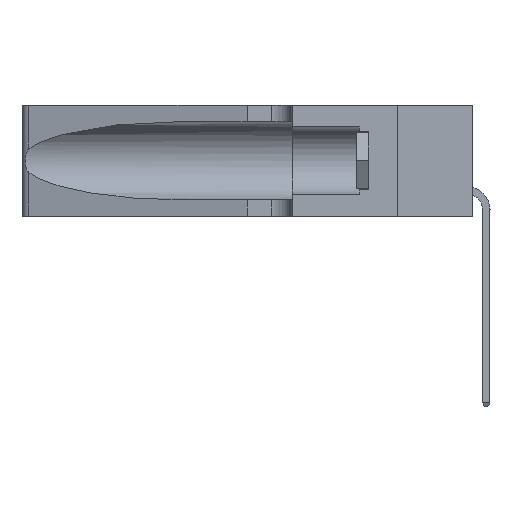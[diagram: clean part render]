
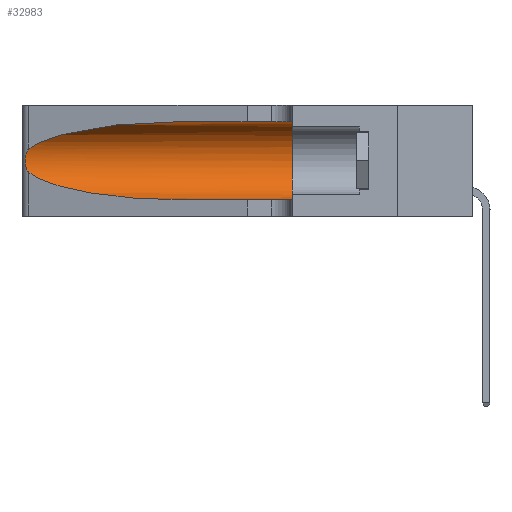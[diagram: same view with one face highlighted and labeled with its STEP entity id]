
A CAD part, left-side view. The second image highlights one B-rep face of the part: STEP entity #32983.
In plain terms, the highlighted cylindrical face has radius 3.308 mm (diameter 6.617 mm), a partial arc.
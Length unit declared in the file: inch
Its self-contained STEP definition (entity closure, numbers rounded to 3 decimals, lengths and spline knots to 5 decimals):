
#1108 = AXIS2_PLACEMENT_3D ( 'NONE', #17668, #23139, #6906 ) ;
#1156 = VECTOR ( 'NONE', #34646, 39.37008 ) ;
#1546 = VERTEX_POINT ( 'NONE', #21293 ) ;
#1650 = ORIENTED_EDGE ( 'NONE', *, *, #6090, .T. ) ;
#1734 = EDGE_CURVE ( 'NONE', #1546, #8386, #14060, .T. ) ;
#2321 = CIRCLE ( 'NONE', #13179, 0.13025 ) ;
#2532 = CARTESIAN_POINT ( 'NONE',  ( 0.26075, 1.23896, 0.178 ) ) ;
#3345 = ORIENTED_EDGE ( 'NONE', *, *, #14543, .T. ) ;
#3739 = CARTESIAN_POINT ( 'NONE',  ( 0.18966, 0.96281, 0.31525 ) ) ;
#4036 = ORIENTED_EDGE ( 'NONE', *, *, #1734, .T. ) ;
#4861 = VERTEX_POINT ( 'NONE', #14433 ) ;
#5189 = CARTESIAN_POINT ( 'NONE',  ( 0.25787, 1.23484, 0.2124 ) ) ;
#5777 = EDGE_CURVE ( 'NONE', #32766, #20853, #10889, .T. ) ;
#6090 = EDGE_CURVE ( 'NONE', #32766, #18487, #17115, .T. ) ;
#6906 = DIRECTION ( 'NONE',  ( 0., 0., -1. ) ) ;
#7642 = EDGE_CURVE ( 'NONE', #20853, #4861, #2321, .T. ) ;
#7889 = CARTESIAN_POINT ( 'NONE',  ( 0.25555, 1.22993, 0.14849 ) ) ;
#8293 = CARTESIAN_POINT ( 'NONE',  ( 0.26017, 1.23833, 0.17102 ) ) ;
#8386 = VERTEX_POINT ( 'NONE', #12004 ) ;
#10694 = CARTESIAN_POINT ( 'NONE',  ( 0.25789, 1.23486, 0.15765 ) ) ;
#10889 = LINE ( 'NONE', #18198, #1156 ) ;
#11098 = FACE_OUTER_BOUND ( 'NONE', #11871, .T. ) ;
#11526 = CARTESIAN_POINT ( 'NONE',  ( 0.1305, 0.72297, 0.05475 ) ) ;
#11682 = CARTESIAN_POINT ( 'NONE',  ( 0.25487, 1.22718, 0.22369 ) ) ;
#11871 = EDGE_LOOP ( 'NONE', ( #1650, #19277, #4036, #3345, #32970, #14246 ) ) ;
#12004 = CARTESIAN_POINT ( 'NONE',  ( 0.1305, 0.72297, 0.05475 ) ) ;
#13179 = AXIS2_PLACEMENT_3D ( 'NONE', #14834, #27685, #30279 ) ;
#13513 = CARTESIAN_POINT ( 'NONE',  ( 0.25487, 1.22718, 0.14631 ) ) ;
#14060 =( BOUNDED_CURVE ( )  B_SPLINE_CURVE ( 3, ( #17160, #30240, #24915, #11526 ),
 .UNSPECIFIED., .F., .F. ) 
 B_SPLINE_CURVE_WITH_KNOTS ( ( 4, 4 ),
 ( 3.44316, 4.71239 ),
 .UNSPECIFIED. ) 
 CURVE ( )  GEOMETRIC_REPRESENTATION_ITEM ( )  RATIONAL_B_SPLINE_CURVE ( ( 1., 0.87, 0.87, 1. ) ) 
 REPRESENTATION_ITEM ( '' )  );
#14246 = ORIENTED_EDGE ( 'NONE', *, *, #5777, .F. ) ;
#14433 = CARTESIAN_POINT ( 'NONE',  ( 0.1305, 0.35, 0.05475 ) ) ;
#14543 = EDGE_CURVE ( 'NONE', #8386, #4861, #29859, .T. ) ;
#14834 = CARTESIAN_POINT ( 'NONE',  ( 0.1305, 0.35, 0.185 ) ) ;
#15014 = VECTOR ( 'NONE', #20265, 39.37008 ) ;
#16096 = CARTESIAN_POINT ( 'NONE',  ( 0.25856, 1.23593, 0.16098 ) ) ;
#17115 =( BOUNDED_CURVE ( )  B_SPLINE_CURVE ( 3, ( #17313, #3739, #20044, #19786 ),
 .UNSPECIFIED., .F., .T. ) 
 B_SPLINE_CURVE_WITH_KNOTS ( ( 4, 4 ),
 ( 1.5708, 2.84003 ),
 .UNSPECIFIED. ) 
 CURVE ( )  GEOMETRIC_REPRESENTATION_ITEM ( )  RATIONAL_B_SPLINE_CURVE ( ( 1., 0.87, 0.87, 1. ) ) 
 REPRESENTATION_ITEM ( '' )  );
#17160 = CARTESIAN_POINT ( 'NONE',  ( 0.25487, 1.22718, 0.14631 ) ) ;
#17313 = CARTESIAN_POINT ( 'NONE',  ( 0.1305, 0.72297, 0.31525 ) ) ;
#17668 = CARTESIAN_POINT ( 'NONE',  ( 0.1305, 1.61858, 0.185 ) ) ;
#18198 = CARTESIAN_POINT ( 'NONE',  ( 0.1305, 1.61858, 0.31525 ) ) ;
#18487 = VERTEX_POINT ( 'NONE', #11682 ) ;
#18725 = CARTESIAN_POINT ( 'NONE',  ( 0.26075, 1.23896, 0.19203 ) ) ;
#19053 = CARTESIAN_POINT ( 'NONE',  ( 0.25854, 1.2359, 0.20912 ) ) ;
#19277 = ORIENTED_EDGE ( 'NONE', *, *, #28604, .T. ) ;
#19786 = CARTESIAN_POINT ( 'NONE',  ( 0.25487, 1.22718, 0.22369 ) ) ;
#20044 = CARTESIAN_POINT ( 'NONE',  ( 0.2373, 1.15595, 0.28018 ) ) ;
#20265 = DIRECTION ( 'NONE',  ( 0., -1., 0. ) ) ;
#20853 = VERTEX_POINT ( 'NONE', #23304 ) ;
#21293 = CARTESIAN_POINT ( 'NONE',  ( 0.25487, 1.22718, 0.14631 ) ) ;
#21890 = B_SPLINE_CURVE_WITH_KNOTS ( 'NONE', 3,
 ( #23960, #29433, #32239, #5189, #19053, #32344, #18725, #2532, #8293, #16096, #10694, #29652, #7889, #13513 ),
 .UNSPECIFIED., .F., .F.,
 ( 4, 2, 2, 2, 2, 2, 4 ),
 ( 0., 0.00027, 0.00053, 0.00107, 0.0016, 0.00187, 0.00214 ),
 .UNSPECIFIED. ) ;
#23139 = DIRECTION ( 'NONE',  ( 0., -1., 0. ) ) ;
#23304 = CARTESIAN_POINT ( 'NONE',  ( 0.1305, 0.35, 0.31525 ) ) ;
#23960 = CARTESIAN_POINT ( 'NONE',  ( 0.25487, 1.22718, 0.22369 ) ) ;
#24915 = CARTESIAN_POINT ( 'NONE',  ( 0.18966, 0.96281, 0.05475 ) ) ;
#26032 = CYLINDRICAL_SURFACE ( 'NONE', #1108, 0.13025 ) ;
#27685 = DIRECTION ( 'NONE',  ( 0., 1., 0. ) ) ;
#28604 = EDGE_CURVE ( 'NONE', #18487, #1546, #21890, .T. ) ;
#29433 = CARTESIAN_POINT ( 'NONE',  ( 0.25555, 1.22994, 0.2215 ) ) ;
#29434 = CARTESIAN_POINT ( 'NONE',  ( 0.1305, 0.72297, 0.31525 ) ) ;
#29652 = CARTESIAN_POINT ( 'NONE',  ( 0.25639, 1.23186, 0.15144 ) ) ;
#29859 = LINE ( 'NONE', #31184, #15014 ) ;
#30240 = CARTESIAN_POINT ( 'NONE',  ( 0.2373, 1.15595, 0.08982 ) ) ;
#30279 = DIRECTION ( 'NONE',  ( 0., 0., 1. ) ) ;
#31184 = CARTESIAN_POINT ( 'NONE',  ( 0.1305, 1.61858, 0.05475 ) ) ;
#32239 = CARTESIAN_POINT ( 'NONE',  ( 0.25639, 1.23184, 0.21858 ) ) ;
#32344 = CARTESIAN_POINT ( 'NONE',  ( 0.26018, 1.23835, 0.19895 ) ) ;
#32766 = VERTEX_POINT ( 'NONE', #29434 ) ;
#32970 = ORIENTED_EDGE ( 'NONE', *, *, #7642, .F. ) ;
#32983 = ADVANCED_FACE ( 'NONE', ( #11098 ), #26032, .F. ) ;
#34646 = DIRECTION ( 'NONE',  ( 0., -1., 0. ) ) ;
